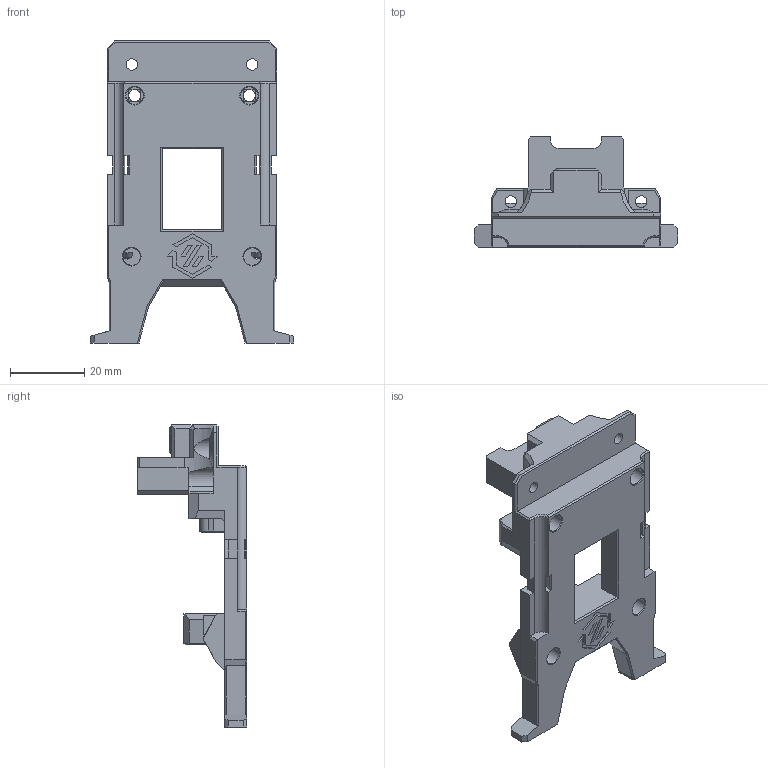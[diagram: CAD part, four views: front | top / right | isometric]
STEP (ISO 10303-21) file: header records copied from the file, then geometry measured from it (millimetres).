
FILE_DESCRIPTION(/* description */ ('','CAx-IF Rec.Pracs.---Representation and Presentation of Product Manufacturing Information (PMI)---4.0---2014-10-13'),/* implementation_level */ '2;1');
FILE_NAME(/* name */ 'SC_20250213_XOL_Feetmags_UHF.step',/* time_stamp */ '2025-02-18T20:07:29+01:00',/* author */ (''),/* organization */ (''),/* preprocessor_version */ 'ST-DEVELOPER v20',/* originating_system */ 'Autodesk Translation Framework v13.20.0.188',/* authorisation */ '');
FILE_SCHEMA (('AP242_MANAGED_MODEL_BASED_3D_ENGINEERING_MIM_LF { 1 0 10303 442 1 1 4 }'));
Length unit declared in the file: millimetre
Products named in the file (1): SC_20250213_XOL_Feetmags_UHF
Bounding box: 54.63 x 29.58 x 81.23 mm (x, y, z)
Volume: 25282.1 mm3; surface area: 12448.9 mm2
Topology: 1 solids, 3 shells, 493 faces, 1297 edges, 832 vertices
Faces by surface type: plane 412, cylinder 57, cone 18, bspline 6
Full cylindrical faces by diameter (mm): 1.8 x3, 2 x1, 2.8 x4, 3 x4, 3.1 x5, 3.2 x2, 4.7 x7, 6.1 x1, 6.2 x2
Entity records: 15462 total; most frequent: CARTESIAN_POINT 3158, ORIENTED_EDGE 2594, DIRECTION 2420, EDGE_CURVE 1297, LINE 1096, VECTOR 1096, VERTEX_POINT 832, AXIS2_PLACEMENT_3D 662
